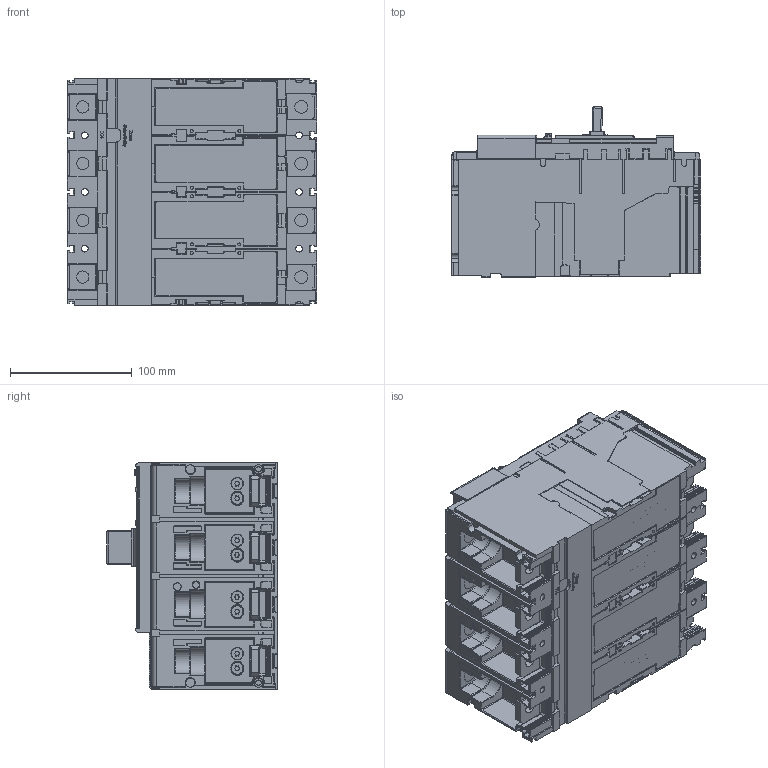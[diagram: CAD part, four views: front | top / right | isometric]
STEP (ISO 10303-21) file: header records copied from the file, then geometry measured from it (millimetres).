
FILE_DESCRIPTION((''),'2;1');
FILE_NAME('1SDH002065A1187_SR','2019-05-23T',('ITMADEL7'),(''),'CREO PARAMETRIC BY PTC INC, 2016050','CREO PARAMETRIC BY PTC INC, 2016050','');
FILE_SCHEMA(('AUTOMOTIVE_DESIGN { 1 0 10303 214 1 1 1 1 }'));
Products named in the file (1): 1SDH002065A1187_SR
Bounding box: 204.75 x 139.62 x 186 mm (x, y, z)
Volume: 3521866.6 mm3; surface area: 295088.1 mm2
Topology: 2 solids, 35 shells, 6792 faces, 18559 edges, 11750 vertices
Faces by surface type: plane 4100, cylinder 1834, torus 373, sphere 236, bspline 206, cone 43
Entity records: 238278 total; most frequent: CARTESIAN_POINT 65224, ORIENTED_EDGE 36654, DIRECTION 34638, EDGE_CURVE 18327, VECTOR 13160, LINE 13160, VERTEX_POINT 11750, AXIS2_PLACEMENT_3D 10739
